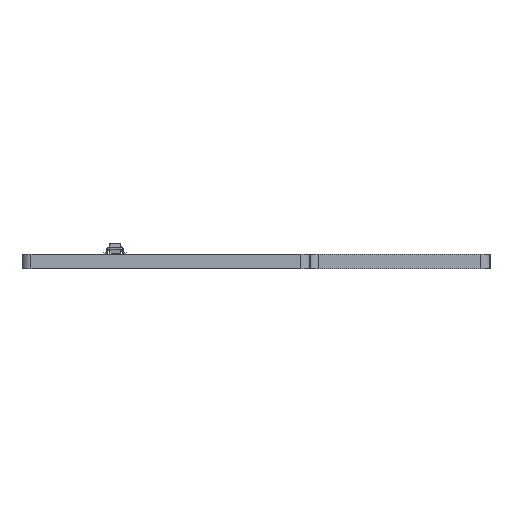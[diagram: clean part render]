
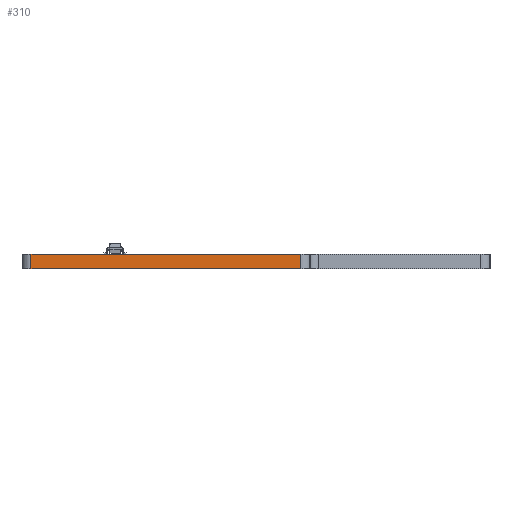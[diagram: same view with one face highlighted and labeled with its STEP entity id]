
A CAD part, left-side view. The second image highlights one B-rep face of the part: STEP entity #310.
In plain terms, the highlighted planar face has unit normal (-1, 0, 0).
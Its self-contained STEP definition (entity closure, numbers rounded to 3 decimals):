
#250 = VERTEX_POINT('',#251);
#251 = CARTESIAN_POINT('',(57.5,-44.,-1.6));
#258 = EDGE_CURVE('',#259,#250,#261,.T.);
#259 = VERTEX_POINT('',#260);
#260 = CARTESIAN_POINT('',(57.5,-44.,0.));
#261 = LINE('',#262,#263);
#262 = CARTESIAN_POINT('',(57.5,-44.,0.));
#263 = VECTOR('',#264,1.);
#264 = DIRECTION('',(0.,0.,-1.));
#310 = ADVANCED_FACE('',(#311),#336,.T.);
#311 = FACE_BOUND('',#312,.T.);
#312 = EDGE_LOOP('',(#313,#314,#322,#330));
#313 = ORIENTED_EDGE('',*,*,#258,.T.);
#314 = ORIENTED_EDGE('',*,*,#315,.T.);
#315 = EDGE_CURVE('',#250,#316,#318,.T.);
#316 = VERTEX_POINT('',#317);
#317 = CARTESIAN_POINT('',(57.5,-74.,-1.6));
#318 = LINE('',#319,#320);
#319 = CARTESIAN_POINT('',(57.5,-44.,-1.6));
#320 = VECTOR('',#321,1.);
#321 = DIRECTION('',(0.,-1.,0.));
#322 = ORIENTED_EDGE('',*,*,#323,.F.);
#323 = EDGE_CURVE('',#324,#316,#326,.T.);
#324 = VERTEX_POINT('',#325);
#325 = CARTESIAN_POINT('',(57.5,-74.,0.));
#326 = LINE('',#327,#328);
#327 = CARTESIAN_POINT('',(57.5,-74.,0.));
#328 = VECTOR('',#329,1.);
#329 = DIRECTION('',(0.,0.,-1.));
#330 = ORIENTED_EDGE('',*,*,#331,.F.);
#331 = EDGE_CURVE('',#259,#324,#332,.T.);
#332 = LINE('',#333,#334);
#333 = CARTESIAN_POINT('',(57.5,-44.,0.));
#334 = VECTOR('',#335,1.);
#335 = DIRECTION('',(0.,-1.,0.));
#336 = PLANE('',#337);
#337 = AXIS2_PLACEMENT_3D('',#338,#339,#340);
#338 = CARTESIAN_POINT('',(57.5,-44.,0.));
#339 = DIRECTION('',(-1.,-0.,-0.));
#340 = DIRECTION('',(0.,-1.,0.));
